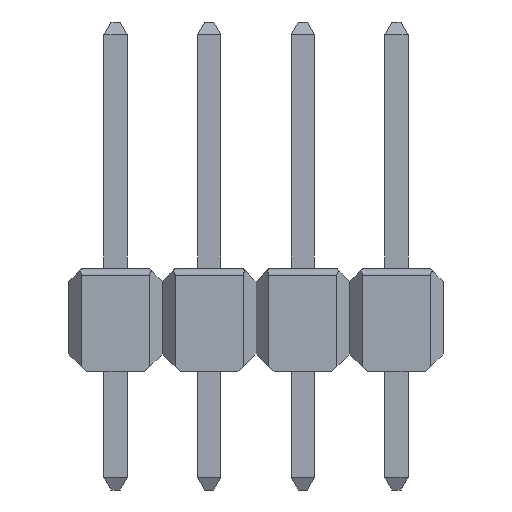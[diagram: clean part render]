
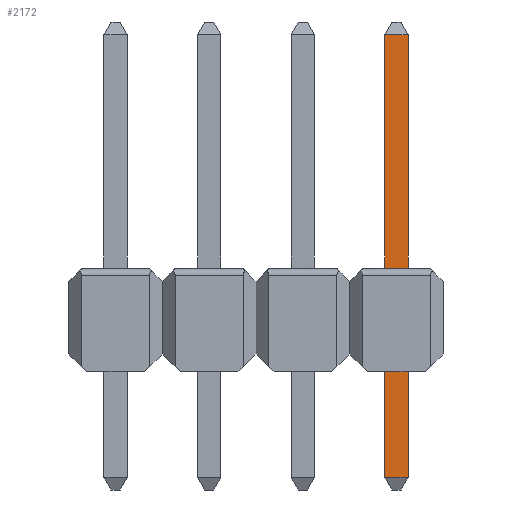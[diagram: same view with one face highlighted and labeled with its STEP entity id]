
A CAD part, left-side view. The second image highlights one B-rep face of the part: STEP entity #2172.
In plain terms, the highlighted free-form (B-spline) face has degree [1, 1] with [2, 2] control points.
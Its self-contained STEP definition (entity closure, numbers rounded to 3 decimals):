
#1432 = B_SPLINE_SURFACE_WITH_KNOTS('',1,1,(
    (#1433,#1434)
    ,(#1435,#1436
    )),.UNSPECIFIED.,.F.,.F.,.F.,(2,2),(2,2),(-0.399,
    -0.01),(0.01,0.64),
  .PIECEWISE_BEZIER_KNOTS.);
#1433 = CARTESIAN_POINT('',(-0.315,-7.305,
    -2.86));
#1434 = CARTESIAN_POINT('',(-0.315,-7.935,
    -2.86));
#1435 = CARTESIAN_POINT('',(-0.125,-7.305,-3.2));
#1436 = CARTESIAN_POINT('',(-0.125,-7.935,-3.2));
#1446 = EDGE_CURVE('',#1447,#1449,#1451,.T.);
#1447 = VERTEX_POINT('',#1448);
#1448 = CARTESIAN_POINT('',(-0.315,-7.935,-2.86)
  );
#1449 = VERTEX_POINT('',#1450);
#1450 = CARTESIAN_POINT('',(-0.315,-7.305,-2.86)
  );
#1451 = SURFACE_CURVE('',#1452,(#1455,#1484),.PCURVE_S1.);
#1452 = B_SPLINE_CURVE_WITH_KNOTS('',1,(#1453,#1454),.UNSPECIFIED.,.F.,
  .F.,(2,2),(-0.63,0.),.PIECEWISE_BEZIER_KNOTS.);
#1453 = CARTESIAN_POINT('',(-0.315,-7.935,-2.86)
  );
#1454 = CARTESIAN_POINT('',(-0.315,-7.305,-2.86)
  );
#1455 = PCURVE('',#1432,#1456);
#1456 = DEFINITIONAL_REPRESENTATION('',(#1457),#1483);
#1457 = B_SPLINE_CURVE_WITH_KNOTS('',3,(#1458,#1459,#1460,#1461,#1462,
    #1463,#1464,#1465,#1466,#1467,#1468,#1469,#1470,#1471,#1472,#1473,
    #1474,#1475,#1476,#1477,#1478,#1479,#1480,#1481,#1482),
  .UNSPECIFIED.,.F.,.F.,(4,1,1,1,1,1,1,1,1,1,1,1,1,1,1,1,1,1,1,1,1,1,4),
  (-0.63,-0.601,-0.573,-0.544,-0.515
    ,-0.487,-0.458,-0.43,-0.401,
    -0.372,-0.344,-0.315,-0.286,
    -0.258,-0.229,-0.2,-0.172,
    -0.143,-0.115,-0.086,
    -0.057,-0.029,0.),
  .UNSPECIFIED.);
#1458 = CARTESIAN_POINT('',(-0.399,0.64));
#1459 = CARTESIAN_POINT('',(-0.399,0.63));
#1460 = CARTESIAN_POINT('',(-0.399,0.611));
#1461 = CARTESIAN_POINT('',(-0.399,0.583));
#1462 = CARTESIAN_POINT('',(-0.399,0.554));
#1463 = CARTESIAN_POINT('',(-0.399,0.525));
#1464 = CARTESIAN_POINT('',(-0.399,0.497));
#1465 = CARTESIAN_POINT('',(-0.399,0.468));
#1466 = CARTESIAN_POINT('',(-0.399,0.44));
#1467 = CARTESIAN_POINT('',(-0.399,0.411));
#1468 = CARTESIAN_POINT('',(-0.399,0.382));
#1469 = CARTESIAN_POINT('',(-0.399,0.354));
#1470 = CARTESIAN_POINT('',(-0.399,0.325));
#1471 = CARTESIAN_POINT('',(-0.399,0.296));
#1472 = CARTESIAN_POINT('',(-0.399,0.268));
#1473 = CARTESIAN_POINT('',(-0.399,0.239));
#1474 = CARTESIAN_POINT('',(-0.399,0.21));
#1475 = CARTESIAN_POINT('',(-0.399,0.182));
#1476 = CARTESIAN_POINT('',(-0.399,0.153));
#1477 = CARTESIAN_POINT('',(-0.399,0.125));
#1478 = CARTESIAN_POINT('',(-0.399,0.096));
#1479 = CARTESIAN_POINT('',(-0.399,0.067));
#1480 = CARTESIAN_POINT('',(-0.399,0.039));
#1481 = CARTESIAN_POINT('',(-0.399,0.02));
#1482 = CARTESIAN_POINT('',(-0.399,0.01));
#1483 = ( GEOMETRIC_REPRESENTATION_CONTEXT(2) 
PARAMETRIC_REPRESENTATION_CONTEXT() REPRESENTATION_CONTEXT('2D SPACE',''
  ) );
#1484 = PCURVE('',#1485,#1490);
#1485 = B_SPLINE_SURFACE_WITH_KNOTS('',1,1,(
    (#1486,#1487)
    ,(#1488,#1489
    )),.UNSPECIFIED.,.F.,.F.,.F.,(2,2),(2,2),(-9.358,
    0.093),(-0.64,0.01),
  .PIECEWISE_BEZIER_KNOTS.);
#1486 = CARTESIAN_POINT('',(-0.315,-7.295,9.326)
  );
#1487 = CARTESIAN_POINT('',(-0.315,-7.945,9.326)
  );
#1488 = CARTESIAN_POINT('',(-0.315,-7.295,-2.981)
  );
#1489 = CARTESIAN_POINT('',(-0.315,-7.945,-2.981)
  );
#1490 = DEFINITIONAL_REPRESENTATION('',(#1491),#1495);
#1491 = B_SPLINE_CURVE_WITH_KNOTS('',2,(#1492,#1493,#1494),
  .UNSPECIFIED.,.F.,.F.,(3,3),(-0.63,0.),
  .PIECEWISE_BEZIER_KNOTS.);
#1492 = CARTESIAN_POINT('',(0.,0.));
#1493 = CARTESIAN_POINT('',(0.,-0.315));
#1494 = CARTESIAN_POINT('',(0.,-0.63));
#1495 = ( GEOMETRIC_REPRESENTATION_CONTEXT(2) 
PARAMETRIC_REPRESENTATION_CONTEXT() REPRESENTATION_CONTEXT('2D SPACE',''
  ) );
#1622 = B_SPLINE_SURFACE_WITH_KNOTS('',1,1,(
    (#1623,#1624)
    ,(#1625,#1626
    )),.UNSPECIFIED.,.F.,.F.,.F.,(2,2),(2,2),(0.171,
    12.186),(-0.64,-0.01),.PIECEWISE_BEZIER_KNOTS.);
#1623 = CARTESIAN_POINT('',(0.315,-7.305,9.156));
#1624 = CARTESIAN_POINT('',(-0.315,-7.305,9.156));
#1625 = CARTESIAN_POINT('',(0.315,-7.305,-2.86)
  );
#1626 = CARTESIAN_POINT('',(-0.315,-7.305,-2.86)
  );
#1786 = B_SPLINE_SURFACE_WITH_KNOTS('',1,1,(
    (#1787,#1788)
    ,(#1789,#1790
    )),.UNSPECIFIED.,.F.,.F.,.F.,(2,2),(2,2),(0.121,
    12.136),(-0.64,-0.01),.PIECEWISE_BEZIER_KNOTS.);
#1787 = CARTESIAN_POINT('',(0.315,-7.935,-2.86)
  );
#1788 = CARTESIAN_POINT('',(-0.315,-7.935,-2.86)
  );
#1789 = CARTESIAN_POINT('',(0.315,-7.935,9.156));
#1790 = CARTESIAN_POINT('',(-0.315,-7.935,9.156)
  );
#1834 = VERTEX_POINT('',#1835);
#1835 = CARTESIAN_POINT('',(-0.315,-7.305,9.156)
  );
#1867 = B_SPLINE_SURFACE_WITH_KNOTS('',1,1,(
    (#1868,#1869)
    ,(#1870,#1871
    )),.UNSPECIFIED.,.F.,.F.,.F.,(2,2),(2,2),(-0.399,
    -0.01),(0.01,0.64),
  .PIECEWISE_BEZIER_KNOTS.);
#1868 = CARTESIAN_POINT('',(-0.125,-7.305,9.496)
  );
#1869 = CARTESIAN_POINT('',(-0.125,-7.935,9.496)
  );
#1870 = CARTESIAN_POINT('',(-0.315,-7.305,
    9.156));
#1871 = CARTESIAN_POINT('',(-0.315,-7.935,
    9.156));
#1994 = VERTEX_POINT('',#1995);
#1995 = CARTESIAN_POINT('',(-0.315,-7.935,9.156)
  );
#2034 = EDGE_CURVE('',#1834,#1994,#2035,.T.);
#2035 = SURFACE_CURVE('',#2036,(#2039,#2045),.PCURVE_S1.);
#2036 = B_SPLINE_CURVE_WITH_KNOTS('',1,(#2037,#2038),.UNSPECIFIED.,.F.,
  .F.,(2,2),(9.266,9.896),.PIECEWISE_BEZIER_KNOTS.);
#2037 = CARTESIAN_POINT('',(-0.315,-7.305,9.156)
  );
#2038 = CARTESIAN_POINT('',(-0.315,-7.935,9.156)
  );
#2039 = PCURVE('',#1867,#2040);
#2040 = DEFINITIONAL_REPRESENTATION('',(#2041),#2044);
#2041 = B_SPLINE_CURVE_WITH_KNOTS('',1,(#2042,#2043),.UNSPECIFIED.,.F.,
  .F.,(2,2),(9.266,9.896),.PIECEWISE_BEZIER_KNOTS.);
#2042 = CARTESIAN_POINT('',(-0.01,0.01));
#2043 = CARTESIAN_POINT('',(-0.01,0.64));
#2044 = ( GEOMETRIC_REPRESENTATION_CONTEXT(2) 
PARAMETRIC_REPRESENTATION_CONTEXT() REPRESENTATION_CONTEXT('2D SPACE',''
  ) );
#2045 = PCURVE('',#1485,#2046);
#2046 = DEFINITIONAL_REPRESENTATION('',(#2047),#2051);
#2047 = B_SPLINE_CURVE_WITH_KNOTS('',2,(#2048,#2049,#2050),
  .UNSPECIFIED.,.F.,.F.,(3,3),(9.266,9.896),
  .PIECEWISE_BEZIER_KNOTS.);
#2048 = CARTESIAN_POINT('',(-9.227,-0.63));
#2049 = CARTESIAN_POINT('',(-9.227,-0.315));
#2050 = CARTESIAN_POINT('',(-9.227,0.));
#2051 = ( GEOMETRIC_REPRESENTATION_CONTEXT(2) 
PARAMETRIC_REPRESENTATION_CONTEXT() REPRESENTATION_CONTEXT('2D SPACE',''
  ) );
#2104 = EDGE_CURVE('',#1449,#1834,#2105,.T.);
#2105 = SURFACE_CURVE('',#2106,(#2109,#2115),.PCURVE_S1.);
#2106 = B_SPLINE_CURVE_WITH_KNOTS('',1,(#2107,#2108),.UNSPECIFIED.,.F.,
  .F.,(2,2),(11.156,20.383),.PIECEWISE_BEZIER_KNOTS.);
#2107 = CARTESIAN_POINT('',(-0.315,-7.305,-2.86)
  );
#2108 = CARTESIAN_POINT('',(-0.315,-7.305,9.156)
  );
#2109 = PCURVE('',#1622,#2110);
#2110 = DEFINITIONAL_REPRESENTATION('',(#2111),#2114);
#2111 = B_SPLINE_CURVE_WITH_KNOTS('',1,(#2112,#2113),.UNSPECIFIED.,.F.,
  .F.,(2,2),(11.156,20.383),.PIECEWISE_BEZIER_KNOTS.);
#2112 = CARTESIAN_POINT('',(12.186,-0.01));
#2113 = CARTESIAN_POINT('',(0.171,-0.01));
#2114 = ( GEOMETRIC_REPRESENTATION_CONTEXT(2) 
PARAMETRIC_REPRESENTATION_CONTEXT() REPRESENTATION_CONTEXT('2D SPACE',''
  ) );
#2115 = PCURVE('',#1485,#2116);
#2116 = DEFINITIONAL_REPRESENTATION('',(#2117),#2121);
#2117 = B_SPLINE_CURVE_WITH_KNOTS('',2,(#2118,#2119,#2120),
  .UNSPECIFIED.,.F.,.F.,(3,3),(11.156,20.383),
  .PIECEWISE_BEZIER_KNOTS.);
#2118 = CARTESIAN_POINT('',(0.,-0.63));
#2119 = CARTESIAN_POINT('',(-4.614,-0.63));
#2120 = CARTESIAN_POINT('',(-9.227,-0.63));
#2121 = ( GEOMETRIC_REPRESENTATION_CONTEXT(2) 
PARAMETRIC_REPRESENTATION_CONTEXT() REPRESENTATION_CONTEXT('2D SPACE',''
  ) );
#2151 = EDGE_CURVE('',#1994,#1447,#2152,.T.);
#2152 = SURFACE_CURVE('',#2153,(#2156,#2162),.PCURVE_S1.);
#2153 = B_SPLINE_CURVE_WITH_KNOTS('',1,(#2154,#2155),.UNSPECIFIED.,.F.,
  .F.,(2,2),(0.038,9.266),
  .PIECEWISE_BEZIER_KNOTS.);
#2154 = CARTESIAN_POINT('',(-0.315,-7.935,9.156)
  );
#2155 = CARTESIAN_POINT('',(-0.315,-7.935,-2.86)
  );
#2156 = PCURVE('',#1786,#2157);
#2157 = DEFINITIONAL_REPRESENTATION('',(#2158),#2161);
#2158 = B_SPLINE_CURVE_WITH_KNOTS('',1,(#2159,#2160),.UNSPECIFIED.,.F.,
  .F.,(2,2),(0.038,9.266),
  .PIECEWISE_BEZIER_KNOTS.);
#2159 = CARTESIAN_POINT('',(12.136,-0.01));
#2160 = CARTESIAN_POINT('',(0.121,-0.01));
#2161 = ( GEOMETRIC_REPRESENTATION_CONTEXT(2) 
PARAMETRIC_REPRESENTATION_CONTEXT() REPRESENTATION_CONTEXT('2D SPACE',''
  ) );
#2162 = PCURVE('',#1485,#2163);
#2163 = DEFINITIONAL_REPRESENTATION('',(#2164),#2168);
#2164 = B_SPLINE_CURVE_WITH_KNOTS('',2,(#2165,#2166,#2167),
  .UNSPECIFIED.,.F.,.F.,(3,3),(0.038,9.266),
  .PIECEWISE_BEZIER_KNOTS.);
#2165 = CARTESIAN_POINT('',(-9.227,0.));
#2166 = CARTESIAN_POINT('',(-4.614,0.));
#2167 = CARTESIAN_POINT('',(0.,0.));
#2168 = ( GEOMETRIC_REPRESENTATION_CONTEXT(2) 
PARAMETRIC_REPRESENTATION_CONTEXT() REPRESENTATION_CONTEXT('2D SPACE',''
  ) );
#2172 = ADVANCED_FACE('',(#2173),#1485,.T.);
#2173 = FACE_BOUND('',#2174,.T.);
#2174 = EDGE_LOOP('',(#2175,#2176,#2177,#2178));
#2175 = ORIENTED_EDGE('',*,*,#2104,.F.);
#2176 = ORIENTED_EDGE('',*,*,#1446,.F.);
#2177 = ORIENTED_EDGE('',*,*,#2151,.F.);
#2178 = ORIENTED_EDGE('',*,*,#2034,.F.);
